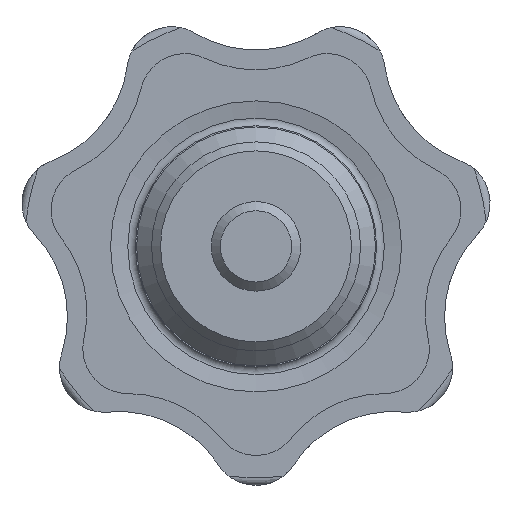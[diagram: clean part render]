
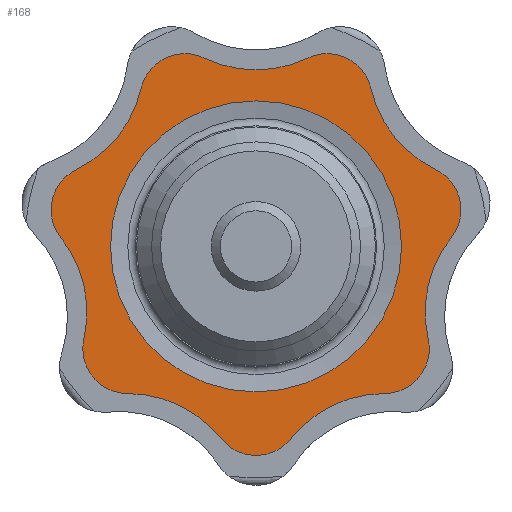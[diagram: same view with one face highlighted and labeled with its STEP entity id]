
A CAD part, front view. The second image highlights one B-rep face of the part: STEP entity #168.
In plain terms, the highlighted planar face has unit normal (0, -1, 0).
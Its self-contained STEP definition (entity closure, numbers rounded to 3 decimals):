
#168 = ADVANCED_FACE( '', ( #343, #344 ), #345, .F. );
#343 = FACE_OUTER_BOUND( '', #514, .T. );
#344 = FACE_BOUND( '', #515, .T. );
#345 = PLANE( '', #516 );
#514 = EDGE_LOOP( '', ( #919, #920, #921, #922, #923, #924, #925, #926, #927, #928, #929, #930, #931, #932 ) );
#515 = EDGE_LOOP( '', ( #933 ) );
#516 = AXIS2_PLACEMENT_3D( '', #934, #935, #936 );
#919 = ORIENTED_EDGE( '', *, *, #1031, .T. );
#920 = ORIENTED_EDGE( '', *, *, #1149, .F. );
#921 = ORIENTED_EDGE( '', *, *, #1049, .T. );
#922 = ORIENTED_EDGE( '', *, *, #1155, .F. );
#923 = ORIENTED_EDGE( '', *, *, #1091, .T. );
#924 = ORIENTED_EDGE( '', *, *, #1126, .F. );
#925 = ORIENTED_EDGE( '', *, *, #1086, .T. );
#926 = ORIENTED_EDGE( '', *, *, #1105, .F. );
#927 = ORIENTED_EDGE( '', *, *, #1007, .T. );
#928 = ORIENTED_EDGE( '', *, *, #1108, .F. );
#929 = ORIENTED_EDGE( '', *, *, #1036, .T. );
#930 = ORIENTED_EDGE( '', *, *, #1112, .F. );
#931 = ORIENTED_EDGE( '', *, *, #1160, .T. );
#932 = ORIENTED_EDGE( '', *, *, #1130, .F. );
#933 = ORIENTED_EDGE( '', *, *, #991, .F. );
#934 = CARTESIAN_POINT( '', ( -13.962, 17., -5.635 ) );
#935 = DIRECTION( '', ( 0., 1., 0. ) );
#936 = DIRECTION( '', ( 0., 0., 1. ) );
#991 = EDGE_CURVE( '', #1174, #1174, #1175, .F. );
#1007 = EDGE_CURVE( '', #1201, #1198, #1202, .T. );
#1031 = EDGE_CURVE( '', #1244, #1241, #1245, .T. );
#1036 = EDGE_CURVE( '', #1253, #1250, #1254, .T. );
#1049 = EDGE_CURVE( '', #1276, #1273, #1277, .T. );
#1086 = EDGE_CURVE( '', #1340, #1337, #1341, .T. );
#1091 = EDGE_CURVE( '', #1349, #1346, #1350, .T. );
#1105 = EDGE_CURVE( '', #1201, #1337, #1368, .T. );
#1108 = EDGE_CURVE( '', #1253, #1198, #1371, .T. );
#1112 = EDGE_CURVE( '', #1375, #1250, #1377, .T. );
#1126 = EDGE_CURVE( '', #1340, #1346, #1394, .T. );
#1130 = EDGE_CURVE( '', #1244, #1396, #1400, .T. );
#1149 = EDGE_CURVE( '', #1276, #1241, #1424, .T. );
#1155 = EDGE_CURVE( '', #1349, #1273, #1431, .T. );
#1160 = EDGE_CURVE( '', #1375, #1396, #1436, .T. );
#1174 = VERTEX_POINT( '', #1451 );
#1175 = CIRCLE( '', #1452, 9.747 );
#1198 = VERTEX_POINT( '', #1533 );
#1201 = VERTEX_POINT( '', #1537 );
#1202 = CIRCLE( '', #1538, 8. );
#1241 = VERTEX_POINT( '', #1681 );
#1244 = VERTEX_POINT( '', #1685 );
#1245 = CIRCLE( '', #1686, 8. );
#1250 = VERTEX_POINT( '', #1692 );
#1253 = VERTEX_POINT( '', #1696 );
#1254 = CIRCLE( '', #1697, 8. );
#1273 = VERTEX_POINT( '', #1758 );
#1276 = VERTEX_POINT( '', #1762 );
#1277 = CIRCLE( '', #1763, 8. );
#1337 = VERTEX_POINT( '', #1929 );
#1340 = VERTEX_POINT( '', #1933 );
#1341 = CIRCLE( '', #1934, 8. );
#1346 = VERTEX_POINT( '', #1940 );
#1349 = VERTEX_POINT( '', #1944 );
#1350 = CIRCLE( '', #1945, 8. );
#1368 = CIRCLE( '', #2016, 3. );
#1371 = CIRCLE( '', #2019, 3. );
#1375 = VERTEX_POINT( '', #2023 );
#1377 = CIRCLE( '', #2026, 3. );
#1394 = CIRCLE( '', #2067, 3. );
#1396 = VERTEX_POINT( '', #2069 );
#1400 = CIRCLE( '', #2074, 3. );
#1424 = CIRCLE( '', #2174, 3. );
#1431 = CIRCLE( '', #2181, 3. );
#1436 = CIRCLE( '', #2186, 8. );
#1451 = CARTESIAN_POINT( '', ( 0., 17., 9.747 ) );
#1452 = AXIS2_PLACEMENT_3D( '', #2225, #2226, #2227 );
#1533 = CARTESIAN_POINT( '', ( 7.698, 17., 10.578 ) );
#1537 = CARTESIAN_POINT( '', ( 12.026, 17., 5.151 ) );
#1538 = AXIS2_PLACEMENT_3D( '', #2242, #2243, #2244 );
#1681 = CARTESIAN_POINT( '', ( -11.525, 17., -6.191 ) );
#1685 = CARTESIAN_POINT( '', ( -13.07, 17., 0.577 ) );
#1686 = AXIS2_PLACEMENT_3D( '', #2268, #2269, #2270 );
#1692 = CARTESIAN_POINT( '', ( -3.471, 17., 12.614 ) );
#1696 = CARTESIAN_POINT( '', ( 3.471, 17., 12.614 ) );
#1697 = AXIS2_PLACEMENT_3D( '', #2276, #2277, #2278 );
#1758 = CARTESIAN_POINT( '', ( -2.345, 17., -12.87 ) );
#1762 = CARTESIAN_POINT( '', ( -8.6, 17., -9.858 ) );
#1763 = AXIS2_PLACEMENT_3D( '', #2291, #2292, #2293 );
#1929 = CARTESIAN_POINT( '', ( 13.07, 17., 0.577 ) );
#1933 = CARTESIAN_POINT( '', ( 11.525, 17., -6.191 ) );
#1934 = AXIS2_PLACEMENT_3D( '', #2333, #2334, #2335 );
#1940 = CARTESIAN_POINT( '', ( 8.6, 17., -9.858 ) );
#1944 = CARTESIAN_POINT( '', ( 2.345, 17., -12.87 ) );
#1945 = AXIS2_PLACEMENT_3D( '', #2341, #2342, #2343 );
#2016 = AXIS2_PLACEMENT_3D( '', #2361, #2362, #2363 );
#2019 = AXIS2_PLACEMENT_3D( '', #2367, #2368, #2369 );
#2023 = CARTESIAN_POINT( '', ( -7.698, 17., 10.578 ) );
#2026 = AXIS2_PLACEMENT_3D( '', #2374, #2375, #2376 );
#2067 = AXIS2_PLACEMENT_3D( '', #2395, #2396, #2397 );
#2069 = CARTESIAN_POINT( '', ( -12.026, 17., 5.151 ) );
#2074 = AXIS2_PLACEMENT_3D( '', #2402, #2403, #2404 );
#2174 = AXIS2_PLACEMENT_3D( '', #2427, #2428, #2429 );
#2181 = AXIS2_PLACEMENT_3D( '', #2436, #2437, #2438 );
#2186 = AXIS2_PLACEMENT_3D( '', #2442, #2443, #2444 );
#2225 = CARTESIAN_POINT( '', ( 0., 17., 0. ) );
#2226 = DIRECTION( '', ( 0., 1., 0. ) );
#2227 = DIRECTION( '', ( 0., 0., 1. ) );
#2242 = CARTESIAN_POINT( '', ( 15.497, 17., 12.358 ) );
#2243 = DIRECTION( '', ( 0., 1., 0. ) );
#2244 = DIRECTION( '', ( 1., 0., 0. ) );
#2268 = CARTESIAN_POINT( '', ( -19.324, 17., -4.411 ) );
#2269 = DIRECTION( '', ( 0., 1., 0. ) );
#2270 = DIRECTION( '', ( 1., 0., 0. ) );
#2276 = CARTESIAN_POINT( '', ( 0., 17., 19.821 ) );
#2277 = DIRECTION( '', ( 0., 1., 0. ) );
#2278 = DIRECTION( '', ( 1., 0., 0. ) );
#2291 = CARTESIAN_POINT( '', ( -8.6, 17., -17.858 ) );
#2292 = DIRECTION( '', ( 0., 1., 0. ) );
#2293 = DIRECTION( '', ( 1., 0., 0. ) );
#2333 = CARTESIAN_POINT( '', ( 19.324, 17., -4.411 ) );
#2334 = DIRECTION( '', ( 0., 1., 0. ) );
#2335 = DIRECTION( '', ( 1., 0., 0. ) );
#2341 = CARTESIAN_POINT( '', ( 8.6, 17., -17.858 ) );
#2342 = DIRECTION( '', ( 0., 1., 0. ) );
#2343 = DIRECTION( '', ( 1., 0., 0. ) );
#2361 = CARTESIAN_POINT( '', ( 10.724, 17., 2.448 ) );
#2362 = DIRECTION( '', ( 0., 1., 0. ) );
#2363 = DIRECTION( '', ( 1., 0., 0. ) );
#2367 = CARTESIAN_POINT( '', ( 4.773, 17., 9.911 ) );
#2368 = DIRECTION( '', ( 0., 1., 0. ) );
#2369 = DIRECTION( '', ( 1., 0., 0. ) );
#2374 = CARTESIAN_POINT( '', ( -4.773, 17., 9.911 ) );
#2375 = DIRECTION( '', ( 0., 1., 0. ) );
#2376 = DIRECTION( '', ( 1., 0., 0. ) );
#2395 = CARTESIAN_POINT( '', ( 8.6, 17., -6.858 ) );
#2396 = DIRECTION( '', ( 0., 1., 0. ) );
#2397 = DIRECTION( '', ( 1., 0., 0. ) );
#2402 = CARTESIAN_POINT( '', ( -10.724, 17., 2.448 ) );
#2403 = DIRECTION( '', ( 0., 1., 0. ) );
#2404 = DIRECTION( '', ( 1., 0., 0. ) );
#2427 = CARTESIAN_POINT( '', ( -8.6, 17., -6.858 ) );
#2428 = DIRECTION( '', ( 0., 1., 0. ) );
#2429 = DIRECTION( '', ( 1., 0., 0. ) );
#2436 = CARTESIAN_POINT( '', ( 0., 17., -11. ) );
#2437 = DIRECTION( '', ( 0., 1., 0. ) );
#2438 = DIRECTION( '', ( 1., 0., 0. ) );
#2442 = CARTESIAN_POINT( '', ( -15.497, 17., 12.358 ) );
#2443 = DIRECTION( '', ( 0., 1., 0. ) );
#2444 = DIRECTION( '', ( 1., 0., 0. ) );
